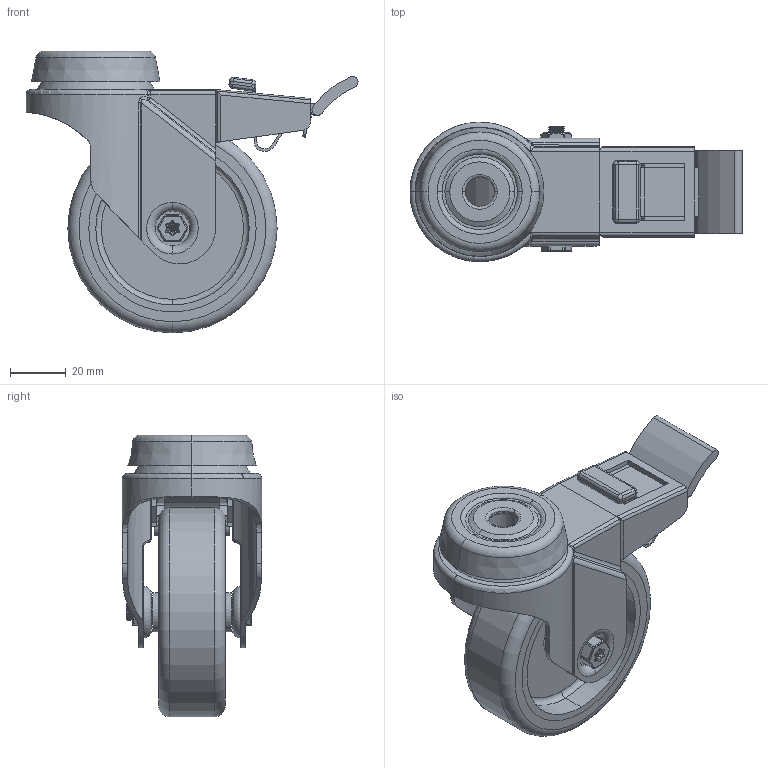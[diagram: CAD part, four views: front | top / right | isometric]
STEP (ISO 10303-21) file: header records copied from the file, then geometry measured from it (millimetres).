
FILE_DESCRIPTION(('STEP AP214'),'1');
FILE_NAME('BZRA75GRBH10SWB.STEP','2021-11-04T13:39:40',(' '),(' '),'Spatial InterOp 3D',' ',' ');
FILE_SCHEMA(('AUTOMOTIVE_DESIGN { 1 0 10303 214 1 1 1 1 }'));
Length unit declared in the file: metre
Products named in the file (16): BZRA75ASBH10SWB; ZINC PLATED PRESSED STEEL HEAD; ZINC PLATED PRESSED STEEL FORKS; ZINC PLATED PRESSED STEEL BRAKE; NYLON BRAKE PEDAL; BRAKE PAD; BZRA75GRBH10SWB; BZL75WGR; THERMOPLASTIC RUBBER TYRE; POLYPROPYLENE RIM; TUBEM8X31; ZINC PLATED AXLE TUBE; BOLTBZRA6MM; ZINC PLATED AXLE BOLT; NM6GR8HALFGR8; ZINC PLATED LOCKING NUT
Assembly tree (15 placements, depth 3):
  BZRA75GRBH10SWB
    BZRA75ASBH10SWB
      ZINC PLATED PRESSED STEEL HEAD
      ZINC PLATED PRESSED STEEL FORKS
      ZINC PLATED PRESSED STEEL BRAKE
      NYLON BRAKE PEDAL
      BRAKE PAD
    BZL75WGR
      THERMOPLASTIC RUBBER TYRE
      POLYPROPYLENE RIM
    TUBEM8X31
      ZINC PLATED AXLE TUBE
    BOLTBZRA6MM
      ZINC PLATED AXLE BOLT
    NM6GR8HALFGR8
      ZINC PLATED LOCKING NUT
Bounding box: 119 x 50 x 101 mm (x, y, z)
Volume: 98775.4 mm3; surface area: 68733.3 mm2
Topology: 10 solids, 10 shells, 637 faces, 1644 edges, 1032 vertices
Faces by surface type: cylinder 265, plane 208, torus 74, bspline 44, cone 36, sphere 10
Entity records: 39819 total; most frequent: CARTESIAN_POINT 23830, DIRECTION 3351, ORIENTED_EDGE 3264, EDGE_CURVE 1632, AXIS2_PLACEMENT_3D 1313, VERTEX_POINT 1032, LINE 725, VECTOR 725
